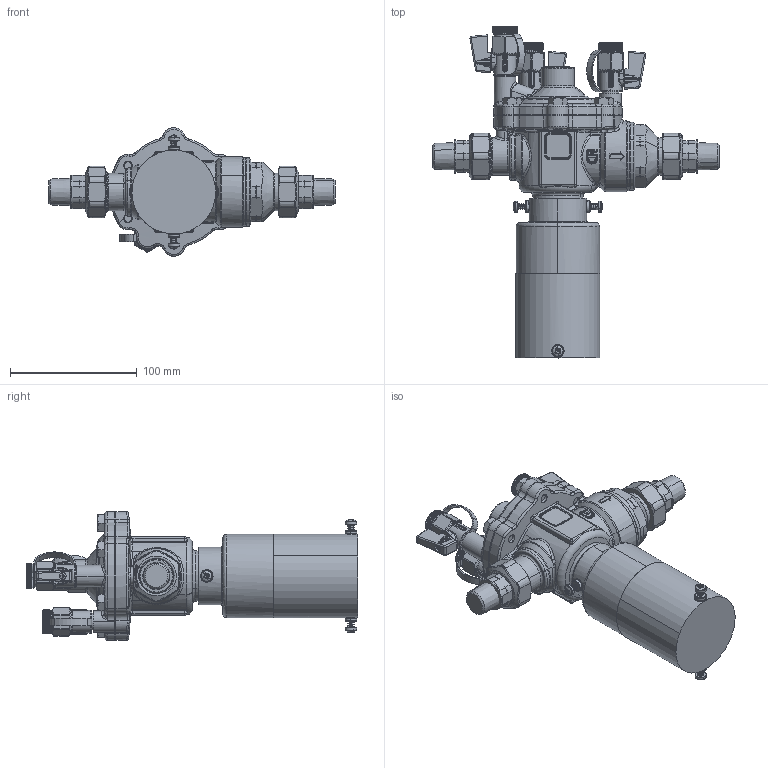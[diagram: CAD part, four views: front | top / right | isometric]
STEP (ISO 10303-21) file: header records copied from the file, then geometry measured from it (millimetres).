
FILE_DESCRIPTION(('CATIA V5 STEP Exchange','CAx-IF Rec.Pracs.--- Model Styling and Organization---1.4--- 2014-01-23','CAx-IF Rec.Pracs.---3D Tessellated Data Validation Properties---0.5---2014-09-14'),'2;1');
FILE_NAME('STEP_574040_-_TST.stp','2022-06-28T15:48:43+00:00',('none'),('none'),'CATIA Version 5-6 Release 2019 SP3','CATIA V5 STEP AP242 v1','none');
FILE_SCHEMA(('AP242_MANAGED_MODEL_BASED_3D_ENGINEERING_MIM_LF {1 0 10303 442 1 1 4}'));
Products named in the file (1): 574040 - TST
Bounding box: 226.75 x 262.31 x 101.5 mm (x, y, z)
Volume: 976546.2 mm3; surface area: 104888.1 mm2
Topology: 1 solids, 13 shells, 4335 faces, 11160 edges, 6764 vertices
Faces by surface type: plane 1452, bspline 1387, cylinder 792, cone 282, sphere 242, torus 180
Entity records: 182324 total; most frequent: CARTESIAN_POINT 96761, ORIENTED_EDGE 21976, EDGE_CURVE 10988, DIRECTION 9967, VERTEX_POINT 6764, B_SPLINE_CURVE_WITH_KNOTS 5044, AXIS2_PLACEMENT_3D 4618, EDGE_LOOP 4452
